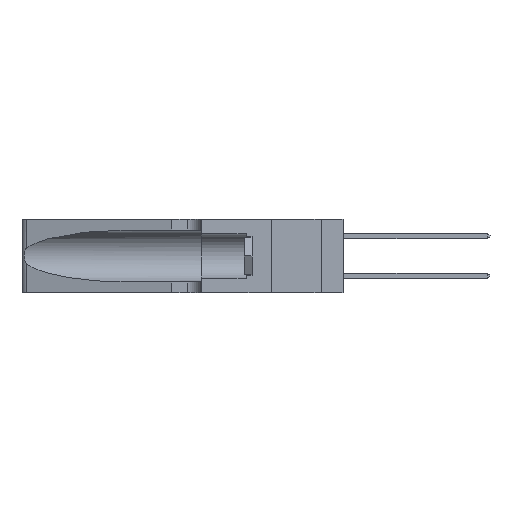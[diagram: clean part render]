
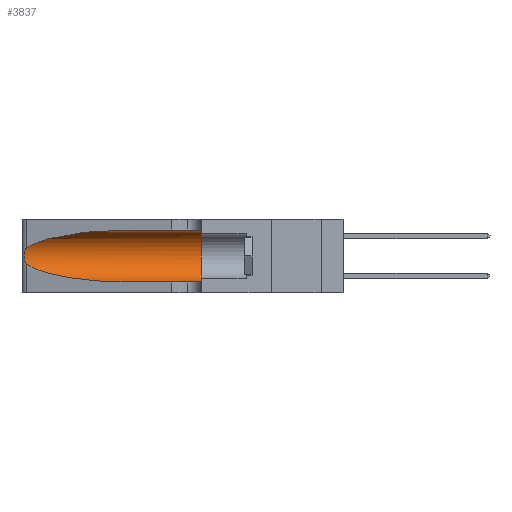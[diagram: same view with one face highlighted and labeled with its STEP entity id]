
A CAD part, left-side view. The second image highlights one B-rep face of the part: STEP entity #3837.
In plain terms, the highlighted cylindrical face has radius 3.308 mm (diameter 6.617 mm), a partial arc.
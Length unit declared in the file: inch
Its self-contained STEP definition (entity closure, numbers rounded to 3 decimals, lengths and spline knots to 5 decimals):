
#400 = ORIENTED_EDGE ( 'NONE', *, *, #27535, .T. ) ;
#3837 = ADVANCED_FACE ( 'NONE', ( #29803 ), #41355, .F. ) ;
#4476 = CARTESIAN_POINT ( 'NONE',  ( 0.25487, 1.22718, 0.14631 ) ) ;
#4587 = VERTEX_POINT ( 'NONE', #4476 ) ;
#5006 = VERTEX_POINT ( 'NONE', #15327 ) ;
#5520 = CARTESIAN_POINT ( 'NONE',  ( 0.1305, 1.61858, 0.05475 ) ) ;
#5542 = DIRECTION ( 'NONE',  ( 0., 0., 1. ) ) ;
#5686 = DIRECTION ( 'NONE',  ( 0., -1., 0. ) ) ;
#6490 = AXIS2_PLACEMENT_3D ( 'NONE', #31460, #46399, #12482 ) ;
#7146 = EDGE_CURVE ( 'NONE', #16927, #4587, #8690, .T. ) ;
#7210 =( BOUNDED_CURVE ( )  B_SPLINE_CURVE ( 3, ( #34817, #23494, #30632, #38391 ),
 .UNSPECIFIED., .F., .F. ) 
 B_SPLINE_CURVE_WITH_KNOTS ( ( 4, 4 ),
 ( 1.5708, 2.84003 ),
 .UNSPECIFIED. ) 
 CURVE ( )  GEOMETRIC_REPRESENTATION_ITEM ( )  RATIONAL_B_SPLINE_CURVE ( ( 1., 0.87, 0.87, 1. ) ) 
 REPRESENTATION_ITEM ( '' )  );
#7948 = CARTESIAN_POINT ( 'NONE',  ( 0.25555, 1.22994, 0.2215 ) ) ;
#8268 = CARTESIAN_POINT ( 'NONE',  ( 0.25787, 1.23484, 0.2124 ) ) ;
#8581 = EDGE_CURVE ( 'NONE', #25252, #5006, #34537, .T. ) ;
#8690 = B_SPLINE_CURVE_WITH_KNOTS ( 'NONE', 3,
 ( #19303, #7948, #30539, #8268, #41862, #37641, #45599, #27125, #15225, #41347, #26485, #18960, #22749, #19130 ),
 .UNSPECIFIED., .F., .F.,
 ( 4, 2, 2, 2, 2, 2, 4 ),
 ( 0., 0.00027, 0.00053, 0.00107, 0.0016, 0.00187, 0.00214 ),
 .UNSPECIFIED. ) ;
#10617 = EDGE_CURVE ( 'NONE', #17351, #25252, #19251, .T. ) ;
#12482 = DIRECTION ( 'NONE',  ( 0., 0., -1. ) ) ;
#13357 = EDGE_CURVE ( 'NONE', #34500, #5006, #47821, .T. ) ;
#14162 = VECTOR ( 'NONE', #5686, 39.37008 ) ;
#14383 = ORIENTED_EDGE ( 'NONE', *, *, #26155, .T. ) ;
#15225 = CARTESIAN_POINT ( 'NONE',  ( 0.26017, 1.23833, 0.17102 ) ) ;
#15327 = CARTESIAN_POINT ( 'NONE',  ( 0.1305, 0.35, 0.05475 ) ) ;
#16927 = VERTEX_POINT ( 'NONE', #45602 ) ;
#17351 = VERTEX_POINT ( 'NONE', #42536 ) ;
#18960 = CARTESIAN_POINT ( 'NONE',  ( 0.25639, 1.23186, 0.15144 ) ) ;
#19130 = CARTESIAN_POINT ( 'NONE',  ( 0.25487, 1.22718, 0.14631 ) ) ;
#19251 = LINE ( 'NONE', #39543, #45997 ) ;
#19303 = CARTESIAN_POINT ( 'NONE',  ( 0.25487, 1.22718, 0.22369 ) ) ;
#21854 = ORIENTED_EDGE ( 'NONE', *, *, #7146, .T. ) ;
#22037 = ORIENTED_EDGE ( 'NONE', *, *, #8581, .F. ) ;
#22749 = CARTESIAN_POINT ( 'NONE',  ( 0.25555, 1.22993, 0.14849 ) ) ;
#23494 = CARTESIAN_POINT ( 'NONE',  ( 0.18966, 0.96281, 0.31525 ) ) ;
#24261 = ORIENTED_EDGE ( 'NONE', *, *, #13357, .T. ) ;
#25252 = VERTEX_POINT ( 'NONE', #43981 ) ;
#26155 = EDGE_CURVE ( 'NONE', #17351, #16927, #7210, .T. ) ;
#26485 = CARTESIAN_POINT ( 'NONE',  ( 0.25789, 1.23486, 0.15765 ) ) ;
#26565 = EDGE_LOOP ( 'NONE', ( #14383, #21854, #400, #24261, #22037, #32769 ) ) ;
#27125 = CARTESIAN_POINT ( 'NONE',  ( 0.26075, 1.23896, 0.178 ) ) ;
#27535 = EDGE_CURVE ( 'NONE', #4587, #34500, #46182, .T. ) ;
#29803 = FACE_OUTER_BOUND ( 'NONE', #26565, .T. ) ;
#30539 = CARTESIAN_POINT ( 'NONE',  ( 0.25639, 1.23184, 0.21858 ) ) ;
#30632 = CARTESIAN_POINT ( 'NONE',  ( 0.2373, 1.15595, 0.28018 ) ) ;
#31460 = CARTESIAN_POINT ( 'NONE',  ( 0.1305, 1.61858, 0.185 ) ) ;
#32769 = ORIENTED_EDGE ( 'NONE', *, *, #10617, .F. ) ;
#34500 = VERTEX_POINT ( 'NONE', #47744 ) ;
#34537 = CIRCLE ( 'NONE', #40150, 0.13025 ) ;
#34817 = CARTESIAN_POINT ( 'NONE',  ( 0.1305, 0.72297, 0.31525 ) ) ;
#37641 = CARTESIAN_POINT ( 'NONE',  ( 0.26018, 1.23835, 0.19895 ) ) ;
#38391 = CARTESIAN_POINT ( 'NONE',  ( 0.25487, 1.22718, 0.22369 ) ) ;
#38424 = CARTESIAN_POINT ( 'NONE',  ( 0.1305, 0.35, 0.185 ) ) ;
#39543 = CARTESIAN_POINT ( 'NONE',  ( 0.1305, 1.61858, 0.31525 ) ) ;
#40150 = AXIS2_PLACEMENT_3D ( 'NONE', #38424, #43704, #5542 ) ;
#41347 = CARTESIAN_POINT ( 'NONE',  ( 0.25856, 1.23593, 0.16098 ) ) ;
#41355 = CYLINDRICAL_SURFACE ( 'NONE', #6490, 0.13025 ) ;
#41862 = CARTESIAN_POINT ( 'NONE',  ( 0.25854, 1.2359, 0.20912 ) ) ;
#42536 = CARTESIAN_POINT ( 'NONE',  ( 0.1305, 0.72297, 0.31525 ) ) ;
#43704 = DIRECTION ( 'NONE',  ( 0., 1., 0. ) ) ;
#43981 = CARTESIAN_POINT ( 'NONE',  ( 0.1305, 0.35, 0.31525 ) ) ;
#45292 = CARTESIAN_POINT ( 'NONE',  ( 0.25487, 1.22718, 0.14631 ) ) ;
#45457 = CARTESIAN_POINT ( 'NONE',  ( 0.18966, 0.96281, 0.05475 ) ) ;
#45599 = CARTESIAN_POINT ( 'NONE',  ( 0.26075, 1.23896, 0.19203 ) ) ;
#45602 = CARTESIAN_POINT ( 'NONE',  ( 0.25487, 1.22718, 0.22369 ) ) ;
#45619 = CARTESIAN_POINT ( 'NONE',  ( 0.1305, 0.72297, 0.05475 ) ) ;
#45940 = CARTESIAN_POINT ( 'NONE',  ( 0.2373, 1.15595, 0.08982 ) ) ;
#45997 = VECTOR ( 'NONE', #46390, 39.37008 ) ;
#46182 =( BOUNDED_CURVE ( )  B_SPLINE_CURVE ( 3, ( #45292, #45940, #45457, #45619 ),
 .UNSPECIFIED., .F., .F. ) 
 B_SPLINE_CURVE_WITH_KNOTS ( ( 4, 4 ),
 ( 3.44316, 4.71239 ),
 .UNSPECIFIED. ) 
 CURVE ( )  GEOMETRIC_REPRESENTATION_ITEM ( )  RATIONAL_B_SPLINE_CURVE ( ( 1., 0.87, 0.87, 1. ) ) 
 REPRESENTATION_ITEM ( '' )  );
#46390 = DIRECTION ( 'NONE',  ( 0., -1., 0. ) ) ;
#46399 = DIRECTION ( 'NONE',  ( 0., -1., 0. ) ) ;
#47744 = CARTESIAN_POINT ( 'NONE',  ( 0.1305, 0.72297, 0.05475 ) ) ;
#47821 = LINE ( 'NONE', #5520, #14162 ) ;
